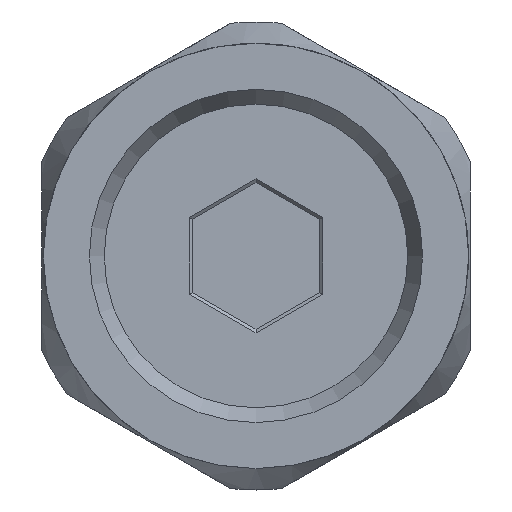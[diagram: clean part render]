
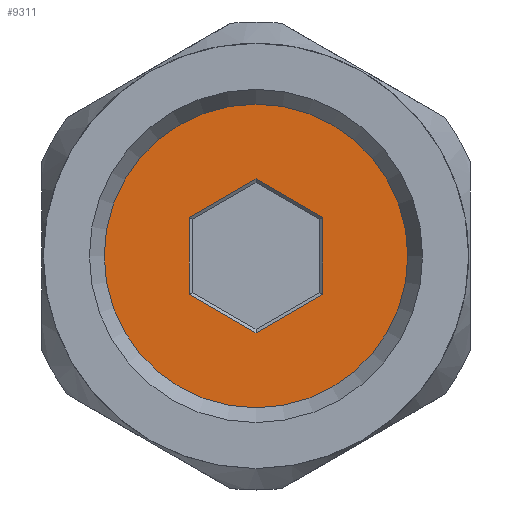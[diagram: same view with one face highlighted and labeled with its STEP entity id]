
A CAD part, front view. The second image highlights one B-rep face of the part: STEP entity #9311.
In plain terms, the highlighted planar face has unit normal (0, -1, 0).
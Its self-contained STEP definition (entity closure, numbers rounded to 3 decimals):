
#992=LINE('',#17056,#1655);
#993=LINE('',#17058,#1656);
#995=LINE('',#17062,#1658);
#997=LINE('',#17066,#1660);
#999=LINE('',#17070,#1662);
#1001=LINE('',#17074,#1664);
#1655=VECTOR('',#11004,1000.);
#1656=VECTOR('',#11007,1000.);
#1658=VECTOR('',#11011,1000.);
#1660=VECTOR('',#11015,1000.);
#1662=VECTOR('',#11019,1000.);
#1664=VECTOR('',#11023,1000.);
#3476=ORIENTED_EDGE('',*,*,#4391,.T.);
#3477=ORIENTED_EDGE('',*,*,#4389,.T.);
#3478=ORIENTED_EDGE('',*,*,#4387,.T.);
#3479=ORIENTED_EDGE('',*,*,#4385,.T.);
#3480=ORIENTED_EDGE('',*,*,#4383,.T.);
#3481=ORIENTED_EDGE('',*,*,#4382,.T.);
#3482=ORIENTED_EDGE('',*,*,#4363,.F.);
#4363=EDGE_CURVE('',#4995,#4995,#5055,.F.);
#4382=EDGE_CURVE('',#5006,#5007,#992,.T.);
#4383=EDGE_CURVE('',#5008,#5006,#993,.T.);
#4385=EDGE_CURVE('',#5009,#5008,#995,.T.);
#4387=EDGE_CURVE('',#5010,#5009,#997,.T.);
#4389=EDGE_CURVE('',#5011,#5010,#999,.T.);
#4391=EDGE_CURVE('',#5007,#5011,#1001,.T.);
#4995=VERTEX_POINT('',#17013);
#5006=VERTEX_POINT('',#17053);
#5007=VERTEX_POINT('',#17055);
#5008=VERTEX_POINT('',#17059);
#5009=VERTEX_POINT('',#17063);
#5010=VERTEX_POINT('',#17067);
#5011=VERTEX_POINT('',#17071);
#5055=CIRCLE('',#9642,9.565);
#5529=EDGE_LOOP('',(#3476,#3477,#3478,#3479,#3480,#3481));
#5530=EDGE_LOOP('',(#3482));
#6000=FACE_BOUND('',#5529,.T.);
#6001=FACE_BOUND('',#5530,.T.);
#6261=PLANE('',#9664);
#9311=ADVANCED_FACE('',(#6000,#6001),#6261,.T.);
#9642=AXIS2_PLACEMENT_3D('',#17012,#10956,#10957);
#9664=AXIS2_PLACEMENT_3D('',#17075,#11024,#11025);
#10956=DIRECTION('',(0.,-1.,0.));
#10957=DIRECTION('',(1.,0.,0.));
#11004=DIRECTION('',(0.,0.,-1.));
#11007=DIRECTION('',(0.866,0.,-0.5));
#11011=DIRECTION('',(0.866,0.,0.5));
#11015=DIRECTION('',(0.,0.,1.));
#11019=DIRECTION('',(-0.866,0.,0.5));
#11023=DIRECTION('',(-0.866,0.,-0.5));
#11024=DIRECTION('',(0.,-1.,0.));
#11025=DIRECTION('',(0.,0.,-1.));
#17012=CARTESIAN_POINT('',(0.,14.5,0.));
#17013=CARTESIAN_POINT('',(9.565,14.5,0.));
#17053=CARTESIAN_POINT('',(4.2,14.5,2.425));
#17055=CARTESIAN_POINT('',(4.2,14.5,-2.425));
#17056=CARTESIAN_POINT('',(4.2,14.5,-2.309));
#17058=CARTESIAN_POINT('',(4.1,14.5,2.483));
#17059=CARTESIAN_POINT('',(0.,14.5,4.85));
#17062=CARTESIAN_POINT('',(-0.1,14.5,4.792));
#17063=CARTESIAN_POINT('',(-4.2,14.5,2.425));
#17066=CARTESIAN_POINT('',(-4.2,14.5,2.309));
#17067=CARTESIAN_POINT('',(-4.2,14.5,-2.425));
#17070=CARTESIAN_POINT('',(-4.1,14.5,-2.483));
#17071=CARTESIAN_POINT('',(0.,14.5,-4.85));
#17074=CARTESIAN_POINT('',(0.1,14.5,-4.792));
#17075=CARTESIAN_POINT('',(0.,14.5,0.));
